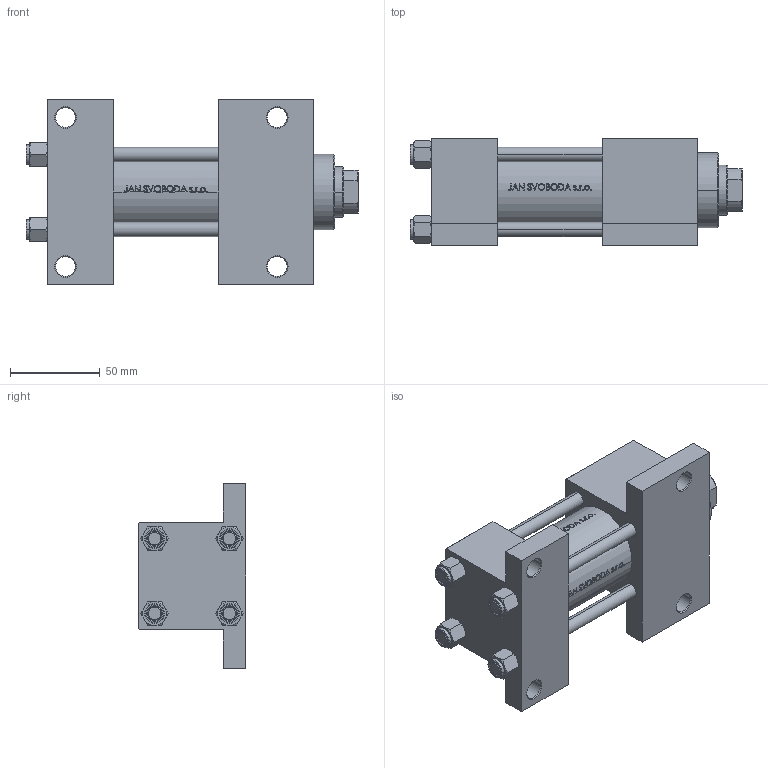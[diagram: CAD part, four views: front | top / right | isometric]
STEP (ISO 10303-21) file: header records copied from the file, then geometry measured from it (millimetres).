
FILE_DESCRIPTION (( 'STEP AP203' ), '1' );
FILE_NAME ('e6d4.STEP', '2023-08-23T03:41:54', ( '' ), ( '' ), 'SwSTEP 2.0', 'SolidWorks 2019', '' );
FILE_SCHEMA (( 'CONFIG_CONTROL_DESIGN' ));
Length unit declared in the file: millimetre
Products named in the file (6): NUT_M5_G c6864171b4fd1d113cc12313bc3d41ab; V215CR_VCP_G c6864171b4fd1d113cc12313bc3d41ab; V215_VC_A c6864171b4fd1d113cc12313bc3d41ab; V215CR_G_Body c6864171b4fd1d113cc12313bc3d41ab; e6d4; V215CR_G_TYCINKA c6864171b4fd1d113cc12313bc3d41ab
Assembly tree (11 placements, depth 2):
  e6d4
    V215CR_G_Body c6864171b4fd1d113cc12313bc3d41ab
    V215CR_VCP_G c6864171b4fd1d113cc12313bc3d41ab
    V215CR_G_TYCINKA c6864171b4fd1d113cc12313bc3d41ab  x4
    NUT_M5_G c6864171b4fd1d113cc12313bc3d41ab  x4
    V215_VC_A c6864171b4fd1d113cc12313bc3d41ab
Bounding box: 185 x 60 x 103 mm (x, y, z)
Volume: 472123.8 mm3; surface area: 120176.4 mm2
Topology: 11 solids, 11 shells, 1090 faces, 2759 edges, 1771 vertices
Faces by surface type: plane 432, bspline 380, cone 144, cylinder 126, torus 8
Entity records: 47529 total; most frequent: CARTESIAN_POINT 25905, ORIENTED_EDGE 5010, DIRECTION 3045, EDGE_CURVE 2505, VERTEX_POINT 1627, VECTOR 1295, LINE 1295, EDGE_LOOP 1070
